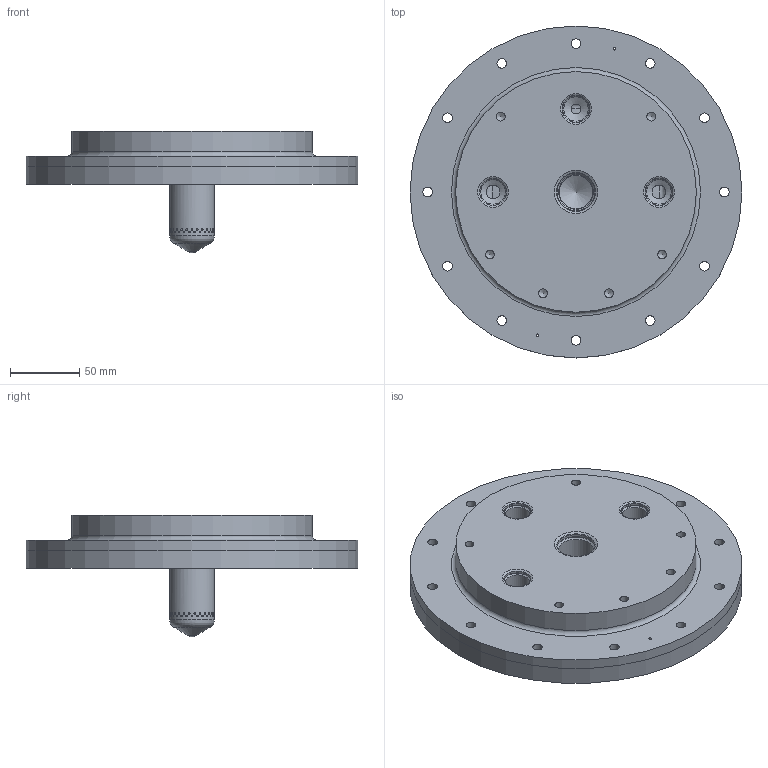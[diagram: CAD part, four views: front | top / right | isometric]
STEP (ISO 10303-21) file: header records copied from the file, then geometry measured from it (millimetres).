
FILE_DESCRIPTION(/* description */ (''),/* implementation_level */ '2;1');
FILE_NAME(/* name */ 'Dome_Headplate.stp',/* time_stamp */ '2022-04-07T14:42:53-05:00',/* author */ (''),/* organization */ (''),/* preprocessor_version */ 'ST-DEVELOPER v16.7',/* originating_system */ 'SIEMENS PLM Software NX 1934',/* authorisation */ '');
FILE_SCHEMA (('AUTOMOTIVE_DESIGN { 1 0 10303 214 3 1 1 1 }'));
Length unit declared in the file: millimetre
Products named in the file (3): Dome_stp; Headplate7.0; Dome_Headplate
Assembly tree (2 placements, depth 2):
  Dome_Headplate
    Headplate7.0
    Dome_stp
Bounding box: 240 x 240 x 87.91 mm (x, y, z)
Volume: 1237548.1 mm3; surface area: 229143.8 mm2
Topology: 2 solids, 2 shells, 155 faces, 414 edges, 265 vertices
Faces by surface type: cylinder 107, cone 22, torus 17, plane 8, sphere 1
Full cylindrical faces by diameter (mm): 1.2 x52, 2 x4, 6.35 x6, 7 x25, 10 x2, 17.602 x3, 19.533 x3, 24.5 x1, 25.07 x1, 27.584 x1, 32.5 x1, 33.04 x1, 38.54 x1, 130 x1, 139.022 x1, 144.61 x1, 174 x1, 240 x2
Entity records: 5582 total; most frequent: CARTESIAN_POINT 2180, DIRECTION 580, FACE_BOUND 480, EDGE_LOOP 474, ORIENTED_EDGE 474, AXIS2_PLACEMENT_3D 290, VERTEX_POINT 244, EDGE_CURVE 237
